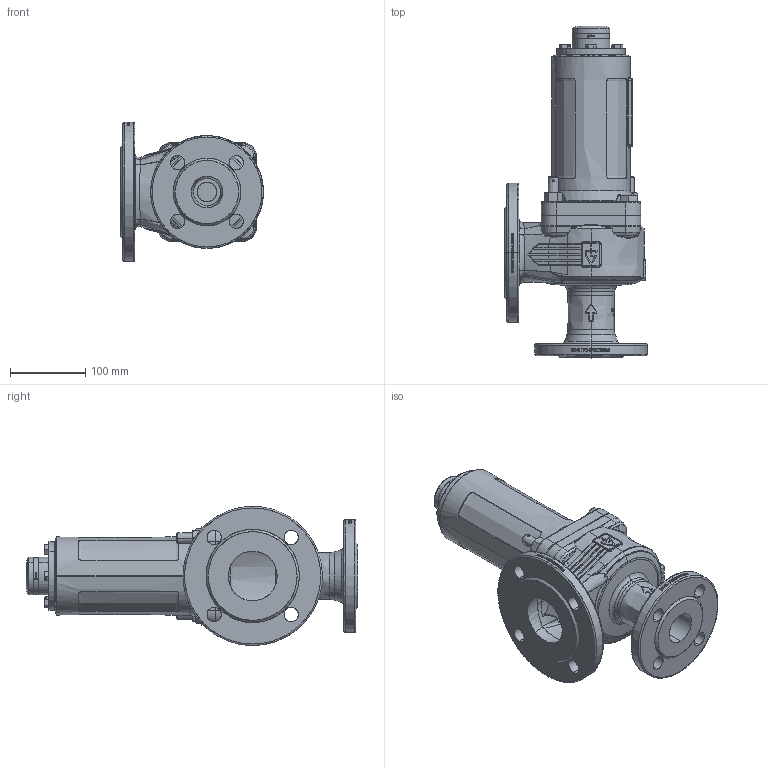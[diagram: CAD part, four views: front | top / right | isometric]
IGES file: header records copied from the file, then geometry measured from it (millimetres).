
Start section: SolidWorks IGES file using analytic representation for surfaces
Global section: file name: 355TGFO_40_FLFL_4065_MD.IGS; native system: SolidWorks 2020; preprocessor: SolidWorks 2020; author: Hildenbrand; date: 200727.090236; units: millimetre
Bounding box: 190 x 441.5 x 185 mm (x, y, z)
Surface area: 472719.2 mm2 (no closed solid volume)
Topology: 0 solids, 0 shells, 2004 faces, 26436 edges, 26394 vertices
Faces by surface type: bspline 1307, revolution 697
